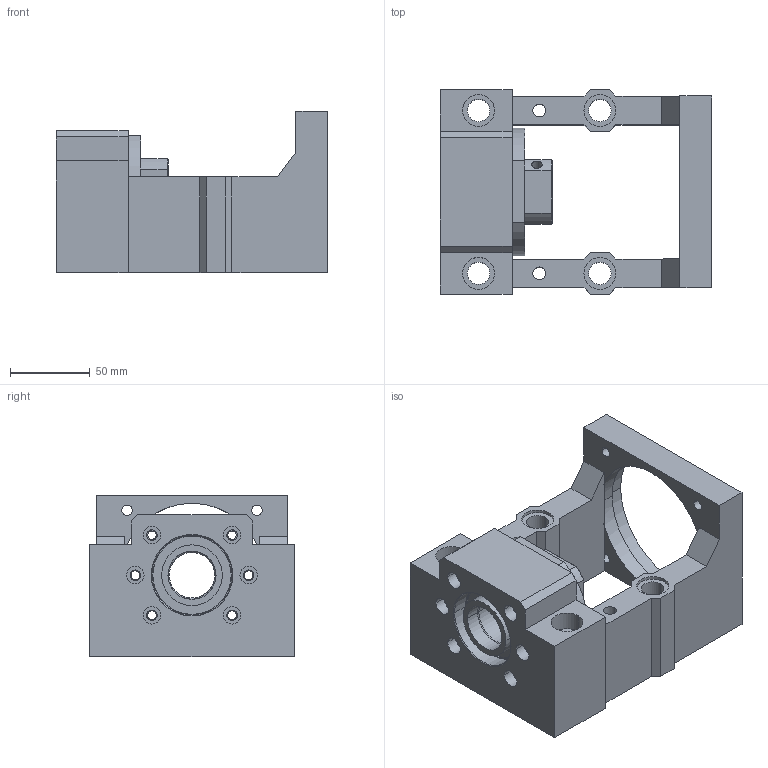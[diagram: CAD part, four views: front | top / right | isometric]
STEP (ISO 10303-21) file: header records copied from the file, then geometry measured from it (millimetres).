
FILE_DESCRIPTION(('CATIA V5 STEP Exchange'),'2;1');
FILE_NAME('TKZS30-100-XT01580061.stp','2019-10-24T16:20:16+00:00',('none'),('none'),'CATIA Version 5 Release 20 GA (IN-10)','CATIA V5 STEP AP203','none');
FILE_SCHEMA(('CONFIG_CONTROL_DESIGN'));
Length unit declared in the file: millimetre
Products named in the file (1): TKZS30-100-XT01580061_AllCATPart
Bounding box: 170 x 128 x 101 mm (x, y, z)
Volume: 751078 mm3; surface area: 136663.7 mm2
Topology: 1 solids, 4 shells, 225 faces, 546 edges, 350 vertices
Faces by surface type: cylinder 106, plane 93, cone 18, torus 8
Entity records: 6161 total; most frequent: CARTESIAN_POINT 1175, ORIENTED_EDGE 1092, DIRECTION 792, EDGE_CURVE 546, AXIS2_PLACEMENT_3D 387, VERTEX_POINT 350, EDGE_LOOP 294, VECTOR 268
